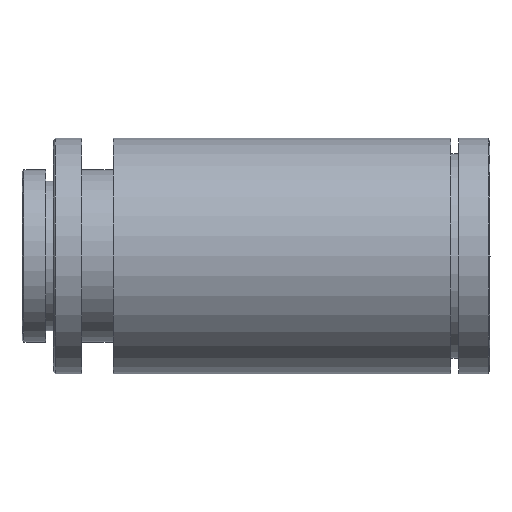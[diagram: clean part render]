
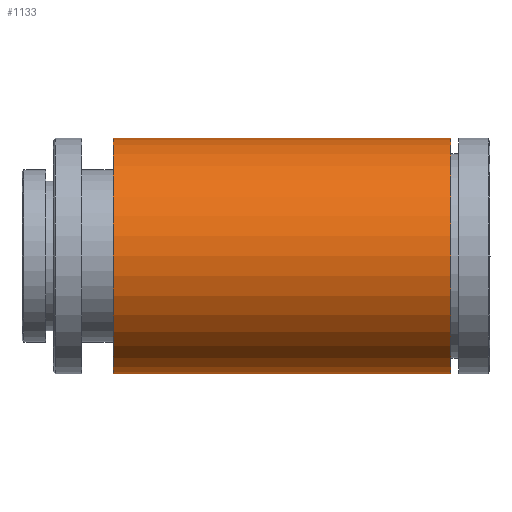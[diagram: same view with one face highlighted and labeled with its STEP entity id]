
A CAD part, front view. The second image highlights one B-rep face of the part: STEP entity #1133.
In plain terms, the highlighted cylindrical face has radius 15 mm (diameter 30 mm), a partial arc.
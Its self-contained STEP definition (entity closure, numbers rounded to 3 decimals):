
#14 = CARTESIAN_POINT ( 'NONE',  ( 11.59, 0., 15. ) ) ;
#30 = CIRCLE ( 'NONE', #484, 15. ) ;
#35 = CARTESIAN_POINT ( 'NONE',  ( 54.52, 0., 15. ) ) ;
#71 = EDGE_LOOP ( 'NONE', ( #552, #532, #278, #528 ) ) ;
#73 = DIRECTION ( 'NONE',  ( -1., 0., 0. ) ) ;
#120 = DIRECTION ( 'NONE',  ( -1., 0., 0. ) ) ;
#146 = AXIS2_PLACEMENT_3D ( 'NONE', #225, #120, #856 ) ;
#158 = DIRECTION ( 'NONE',  ( 0., 0., 1. ) ) ;
#167 = EDGE_CURVE ( 'NONE', #391, #958, #438, .T. ) ;
#199 = AXIS2_PLACEMENT_3D ( 'NONE', #908, #725, #158 ) ;
#225 = CARTESIAN_POINT ( 'NONE',  ( -215.191, 0., 0. ) ) ;
#247 = DIRECTION ( 'NONE',  ( -1., 0., 0. ) ) ;
#278 = ORIENTED_EDGE ( 'NONE', *, *, #916, .T. ) ;
#368 = VECTOR ( 'NONE', #73, 1000. ) ;
#384 = CARTESIAN_POINT ( 'NONE',  ( 11.59, 0., 0. ) ) ;
#391 = VERTEX_POINT ( 'NONE', #1045 ) ;
#438 = LINE ( 'NONE', #902, #368 ) ;
#479 = CYLINDRICAL_SURFACE ( 'NONE', #146, 15. ) ;
#484 = AXIS2_PLACEMENT_3D ( 'NONE', #384, #247, #690 ) ;
#528 = ORIENTED_EDGE ( 'NONE', *, *, #679, .F. ) ;
#532 = ORIENTED_EDGE ( 'NONE', *, *, #1143, .T. ) ;
#552 = ORIENTED_EDGE ( 'NONE', *, *, #167, .F. ) ;
#585 = VECTOR ( 'NONE', #747, 1000. ) ;
#656 = CARTESIAN_POINT ( 'NONE',  ( 11.59, 0., -15. ) ) ;
#673 = FACE_OUTER_BOUND ( 'NONE', #71, .T. ) ;
#679 = EDGE_CURVE ( 'NONE', #958, #900, #30, .T. ) ;
#690 = DIRECTION ( 'NONE',  ( 0., 0., 1. ) ) ;
#725 = DIRECTION ( 'NONE',  ( -1., 0., 0. ) ) ;
#747 = DIRECTION ( 'NONE',  ( -1., 0., 0. ) ) ;
#844 = LINE ( 'NONE', #996, #585 ) ;
#856 = DIRECTION ( 'NONE',  ( 0., 0., 1. ) ) ;
#900 = VERTEX_POINT ( 'NONE', #14 ) ;
#902 = CARTESIAN_POINT ( 'NONE',  ( -215.191, 0., -15. ) ) ;
#908 = CARTESIAN_POINT ( 'NONE',  ( 54.52, 0., 0. ) ) ;
#911 = CIRCLE ( 'NONE', #199, 15. ) ;
#916 = EDGE_CURVE ( 'NONE', #972, #900, #844, .T. ) ;
#958 = VERTEX_POINT ( 'NONE', #656 ) ;
#972 = VERTEX_POINT ( 'NONE', #35 ) ;
#996 = CARTESIAN_POINT ( 'NONE',  ( -215.191, 0., 15. ) ) ;
#1045 = CARTESIAN_POINT ( 'NONE',  ( 54.52, 0., -15. ) ) ;
#1133 = ADVANCED_FACE ( 'NONE', ( #673 ), #479, .T. ) ;
#1143 = EDGE_CURVE ( 'NONE', #391, #972, #911, .T. ) ;
